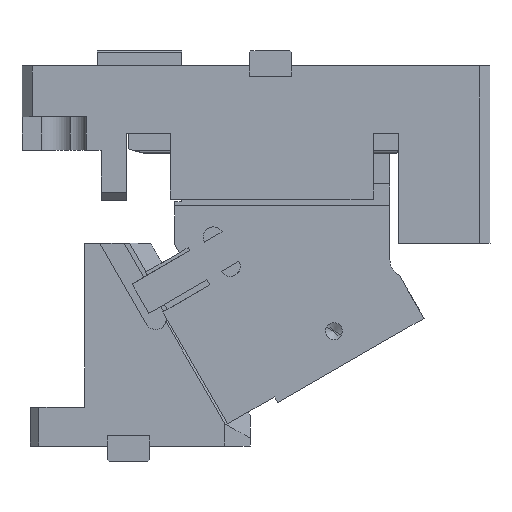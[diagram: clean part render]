
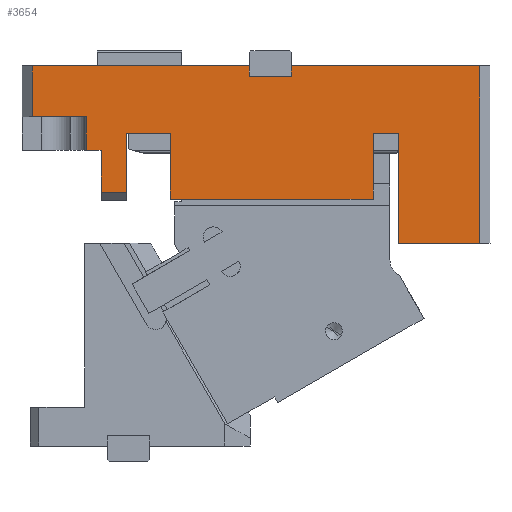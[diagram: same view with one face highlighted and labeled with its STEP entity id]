
A CAD part, front view. The second image highlights one B-rep face of the part: STEP entity #3654.
In plain terms, the highlighted planar face has unit normal (0, -1, 0).
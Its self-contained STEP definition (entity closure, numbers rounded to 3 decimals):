
#585=CARTESIAN_POINT('Vertex',(1.,-30.,225.)) ;
#588=CARTESIAN_POINT('Line Origine',(65.25,-30.,225.)) ;
#592=CARTESIAN_POINT('Vertex',(129.5,-30.,225.)) ;
#1080=CARTESIAN_POINT('Line Origine',(129.5,-30.,222.)) ;
#1084=CARTESIAN_POINT('Vertex',(129.5,-30.,219.)) ;
#1099=CARTESIAN_POINT('Line Origine',(142.,-30.,219.)) ;
#1103=CARTESIAN_POINT('Vertex',(154.5,-30.,219.)) ;
#1118=CARTESIAN_POINT('Line Origine',(154.5,-30.,222.)) ;
#1122=CARTESIAN_POINT('Vertex',(154.5,-30.,225.)) ;
#1182=CARTESIAN_POINT('Line Origine',(210.25,-30.,225.)) ;
#1186=CARTESIAN_POINT('Vertex',(266.,-30.,225.)) ;
#1777=CARTESIAN_POINT('Vertex',(266.,-30.,120.)) ;
#1780=CARTESIAN_POINT('Line Origine',(266.,-30.,172.5)) ;
#2295=CARTESIAN_POINT('Line Origine',(241.9,-30.,120.)) ;
#2299=CARTESIAN_POINT('Vertex',(217.8,-30.,120.)) ;
#2646=CARTESIAN_POINT('Line Origine',(217.8,-30.,152.585)) ;
#2650=CARTESIAN_POINT('Vertex',(217.8,-30.,185.17)) ;
#2678=CARTESIAN_POINT('Vertex',(56.8,-30.,150.17)) ;
#2683=CARTESIAN_POINT('Line Origine',(49.3,-30.,150.17)) ;
#2687=CARTESIAN_POINT('Vertex',(41.8,-30.,150.17)) ;
#2763=CARTESIAN_POINT('Vertex',(56.8,-30.,185.17)) ;
#2766=CARTESIAN_POINT('Line Origine',(56.8,-30.,167.67)) ;
#2809=CARTESIAN_POINT('Line Origine',(41.8,-30.,162.585)) ;
#2813=CARTESIAN_POINT('Vertex',(41.8,-30.,175.)) ;
#2955=CARTESIAN_POINT('Vertex',(1.,-30.,195.)) ;
#2958=CARTESIAN_POINT('Line Origine',(1.,-30.,210.)) ;
#3152=CARTESIAN_POINT('Vertex',(33.,-30.,175.)) ;
#3155=CARTESIAN_POINT('Line Origine',(33.,-30.,185.)) ;
#3159=CARTESIAN_POINT('Vertex',(33.,-30.,195.)) ;
#3353=CARTESIAN_POINT('Line Origine',(37.4,-30.,175.)) ;
#3575=CARTESIAN_POINT('Line Origine',(17.,-30.,195.)) ;
#3594=CARTESIAN_POINT('Axis2P3D Location',(244.8,-30.,90.22)) ;
#3599=CARTESIAN_POINT('Line Origine',(69.8,-30.,185.17)) ;
#3603=CARTESIAN_POINT('Vertex',(82.8,-30.,185.17)) ;
#3606=CARTESIAN_POINT('Line Origine',(82.8,-30.,165.67)) ;
#3610=CARTESIAN_POINT('Vertex',(82.8,-30.,146.17)) ;
#3613=CARTESIAN_POINT('Line Origine',(142.8,-30.,146.17)) ;
#3617=CARTESIAN_POINT('Vertex',(202.8,-30.,146.17)) ;
#3620=CARTESIAN_POINT('Line Origine',(202.8,-30.,165.67)) ;
#3624=CARTESIAN_POINT('Vertex',(202.8,-30.,185.17)) ;
#3627=CARTESIAN_POINT('Line Origine',(210.3,-30.,185.17)) ;
#589=DIRECTION('Vector Direction',(-1.,0.,0.)) ;
#1081=DIRECTION('Vector Direction',(0.,0.,1.)) ;
#1100=DIRECTION('Vector Direction',(-1.,0.,0.)) ;
#1119=DIRECTION('Vector Direction',(0.,0.,1.)) ;
#1183=DIRECTION('Vector Direction',(-1.,0.,0.)) ;
#1781=DIRECTION('Vector Direction',(0.,0.,1.)) ;
#2296=DIRECTION('Vector Direction',(1.,0.,0.)) ;
#2647=DIRECTION('Vector Direction',(0.,0.,1.)) ;
#2684=DIRECTION('Vector Direction',(1.,0.,0.)) ;
#2767=DIRECTION('Vector Direction',(0.,0.,-1.)) ;
#2810=DIRECTION('Vector Direction',(0.,0.,-1.)) ;
#2959=DIRECTION('Vector Direction',(0.,0.,-1.)) ;
#3156=DIRECTION('Vector Direction',(0.,0.,-1.)) ;
#3354=DIRECTION('Vector Direction',(1.,0.,0.)) ;
#3576=DIRECTION('Vector Direction',(-1.,0.,0.)) ;
#3595=DIRECTION('Axis2P3D Direction',(0.,1.,0.)) ;
#3596=DIRECTION('Axis2P3D XDirection',(0.,0.,1.)) ;
#3600=DIRECTION('Vector Direction',(1.,0.,0.)) ;
#3607=DIRECTION('Vector Direction',(0.,0.,1.)) ;
#3614=DIRECTION('Vector Direction',(-1.,0.,0.)) ;
#3621=DIRECTION('Vector Direction',(0.,0.,-1.)) ;
#3628=DIRECTION('Vector Direction',(1.,0.,0.)) ;
#3597=AXIS2_PLACEMENT_3D('Plane Axis2P3D',#3594,#3595,#3596) ;
#3633=ORIENTED_EDGE('',*,*,#2770,.F.) ;
#3634=ORIENTED_EDGE('',*,*,#3605,.T.) ;
#3635=ORIENTED_EDGE('',*,*,#3612,.F.) ;
#3636=ORIENTED_EDGE('',*,*,#3619,.F.) ;
#3637=ORIENTED_EDGE('',*,*,#3626,.F.) ;
#3638=ORIENTED_EDGE('',*,*,#3631,.T.) ;
#3639=ORIENTED_EDGE('',*,*,#2652,.F.) ;
#3640=ORIENTED_EDGE('',*,*,#2301,.T.) ;
#3641=ORIENTED_EDGE('',*,*,#1784,.T.) ;
#3642=ORIENTED_EDGE('',*,*,#1188,.T.) ;
#3643=ORIENTED_EDGE('',*,*,#1124,.F.) ;
#3644=ORIENTED_EDGE('',*,*,#1105,.T.) ;
#3645=ORIENTED_EDGE('',*,*,#1086,.T.) ;
#3646=ORIENTED_EDGE('',*,*,#594,.T.) ;
#3647=ORIENTED_EDGE('',*,*,#2962,.T.) ;
#3648=ORIENTED_EDGE('',*,*,#3579,.F.) ;
#3649=ORIENTED_EDGE('',*,*,#3161,.T.) ;
#3650=ORIENTED_EDGE('',*,*,#3357,.T.) ;
#3651=ORIENTED_EDGE('',*,*,#2815,.T.) ;
#3652=ORIENTED_EDGE('',*,*,#2689,.T.) ;
#590=VECTOR('Line Direction',#589,1.) ;
#1082=VECTOR('Line Direction',#1081,1.) ;
#1101=VECTOR('Line Direction',#1100,1.) ;
#1120=VECTOR('Line Direction',#1119,1.) ;
#1184=VECTOR('Line Direction',#1183,1.) ;
#1782=VECTOR('Line Direction',#1781,1.) ;
#2297=VECTOR('Line Direction',#2296,1.) ;
#2648=VECTOR('Line Direction',#2647,1.) ;
#2685=VECTOR('Line Direction',#2684,1.) ;
#2768=VECTOR('Line Direction',#2767,1.) ;
#2811=VECTOR('Line Direction',#2810,1.) ;
#2960=VECTOR('Line Direction',#2959,1.) ;
#3157=VECTOR('Line Direction',#3156,1.) ;
#3355=VECTOR('Line Direction',#3354,1.) ;
#3577=VECTOR('Line Direction',#3576,1.) ;
#3601=VECTOR('Line Direction',#3600,1.) ;
#3608=VECTOR('Line Direction',#3607,1.) ;
#3615=VECTOR('Line Direction',#3614,1.) ;
#3622=VECTOR('Line Direction',#3621,1.) ;
#3629=VECTOR('Line Direction',#3628,1.) ;
#3654=ADVANCED_FACE('CAM HOLDER',(#3653),#3598,.F.) ;
#594=EDGE_CURVE('',#593,#586,#591,.T.) ;
#1086=EDGE_CURVE('',#1085,#593,#1083,.T.) ;
#1105=EDGE_CURVE('',#1104,#1085,#1102,.T.) ;
#1124=EDGE_CURVE('',#1104,#1123,#1121,.T.) ;
#1188=EDGE_CURVE('',#1187,#1123,#1185,.T.) ;
#1784=EDGE_CURVE('',#1778,#1187,#1783,.T.) ;
#2301=EDGE_CURVE('',#2300,#1778,#2298,.T.) ;
#2652=EDGE_CURVE('',#2300,#2651,#2649,.T.) ;
#2689=EDGE_CURVE('',#2688,#2679,#2686,.T.) ;
#2770=EDGE_CURVE('',#2764,#2679,#2769,.T.) ;
#2815=EDGE_CURVE('',#2814,#2688,#2812,.T.) ;
#2962=EDGE_CURVE('',#586,#2956,#2961,.T.) ;
#3161=EDGE_CURVE('',#3160,#3153,#3158,.T.) ;
#3357=EDGE_CURVE('',#3153,#2814,#3356,.T.) ;
#3579=EDGE_CURVE('',#3160,#2956,#3578,.T.) ;
#3605=EDGE_CURVE('',#2764,#3604,#3602,.T.) ;
#3612=EDGE_CURVE('',#3611,#3604,#3609,.T.) ;
#3619=EDGE_CURVE('',#3618,#3611,#3616,.T.) ;
#3626=EDGE_CURVE('',#3625,#3618,#3623,.T.) ;
#3631=EDGE_CURVE('',#3625,#2651,#3630,.T.) ;
#3632=EDGE_LOOP('',(#3633,#3634,#3635,#3636,#3637,#3638,#3639,#3640,#3641,#3642,#3643,#3644,#3645,#3646,#3647,#3648,#3649,#3650,#3651,#3652)) ;
#3653=FACE_OUTER_BOUND('',#3632,.T.) ;
#591=LINE('Line',#588,#590) ;
#1083=LINE('Line',#1080,#1082) ;
#1102=LINE('Line',#1099,#1101) ;
#1121=LINE('Line',#1118,#1120) ;
#1185=LINE('Line',#1182,#1184) ;
#1783=LINE('Line',#1780,#1782) ;
#2298=LINE('Line',#2295,#2297) ;
#2649=LINE('Line',#2646,#2648) ;
#2686=LINE('Line',#2683,#2685) ;
#2769=LINE('Line',#2766,#2768) ;
#2812=LINE('Line',#2809,#2811) ;
#2961=LINE('Line',#2958,#2960) ;
#3158=LINE('Line',#3155,#3157) ;
#3356=LINE('Line',#3353,#3355) ;
#3578=LINE('Line',#3575,#3577) ;
#3602=LINE('Line',#3599,#3601) ;
#3609=LINE('Line',#3606,#3608) ;
#3616=LINE('Line',#3613,#3615) ;
#3623=LINE('Line',#3620,#3622) ;
#3630=LINE('Line',#3627,#3629) ;
#3598=PLANE('Plane',#3597) ;
#586=VERTEX_POINT('',#585) ;
#593=VERTEX_POINT('',#592) ;
#1085=VERTEX_POINT('',#1084) ;
#1104=VERTEX_POINT('',#1103) ;
#1123=VERTEX_POINT('',#1122) ;
#1187=VERTEX_POINT('',#1186) ;
#1778=VERTEX_POINT('',#1777) ;
#2300=VERTEX_POINT('',#2299) ;
#2651=VERTEX_POINT('',#2650) ;
#2679=VERTEX_POINT('',#2678) ;
#2688=VERTEX_POINT('',#2687) ;
#2764=VERTEX_POINT('',#2763) ;
#2814=VERTEX_POINT('',#2813) ;
#2956=VERTEX_POINT('',#2955) ;
#3153=VERTEX_POINT('',#3152) ;
#3160=VERTEX_POINT('',#3159) ;
#3604=VERTEX_POINT('',#3603) ;
#3611=VERTEX_POINT('',#3610) ;
#3618=VERTEX_POINT('',#3617) ;
#3625=VERTEX_POINT('',#3624) ;
